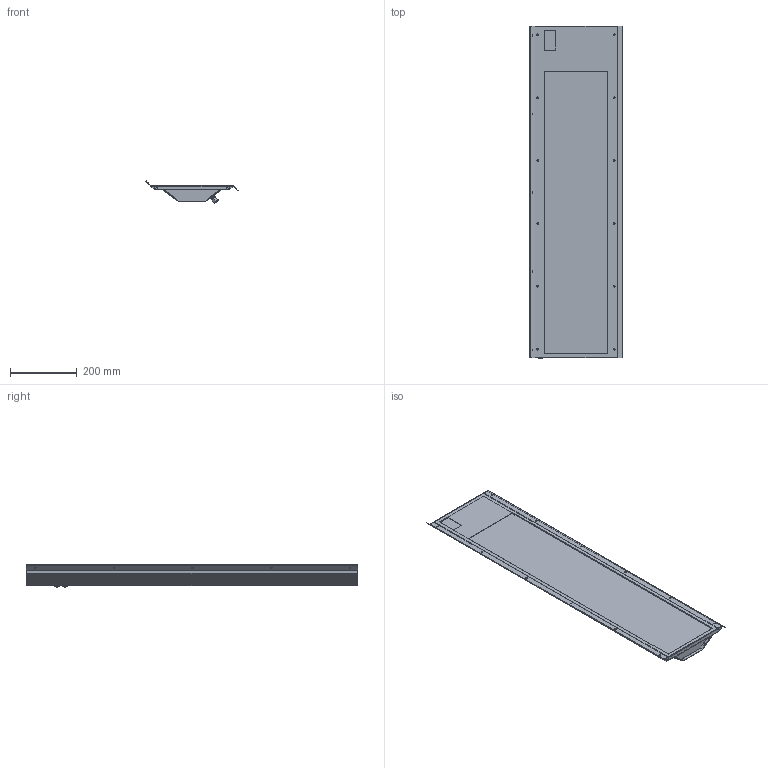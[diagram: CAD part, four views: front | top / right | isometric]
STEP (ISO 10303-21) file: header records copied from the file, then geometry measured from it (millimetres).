
FILE_DESCRIPTION (( 'STEP AP203' ), '1' );
FILE_NAME ('46003_LED_Leuchte_998_SEL_45.STEP', '2023-05-15T12:47:53', ( '' ), ( '' ), 'SwSTEP 2.0', 'SolidWorks 2019', '' );
FILE_SCHEMA (( 'CONFIG_CONTROL_DESIGN' ));
Products named in the file (1): 46003_LED_Leuchte_998_SEL_45
Bounding box: 278.05 x 998 x 66.28 mm (x, y, z)
Surface area: 1582498.8 mm2 (no closed solid volume)
Topology: 0 solids, 14 shells, 3070 faces, 8128 edges, 5260 vertices
Faces by surface type: plane 1911, cylinder 754, bspline 257, cone 120, torus 20, sphere 8
Entity records: 110666 total; most frequent: CARTESIAN_POINT 36450, ORIENTED_EDGE 16156, DIRECTION 14019, EDGE_CURVE 8116, LINE 5493, VECTOR 5493, VERTEX_POINT 5260, AXIS2_PLACEMENT_3D 4263
